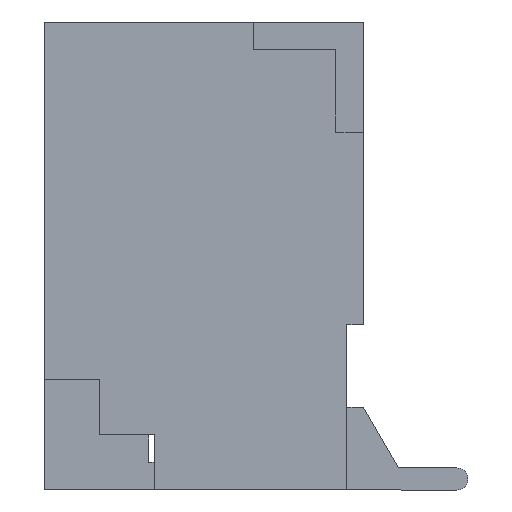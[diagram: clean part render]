
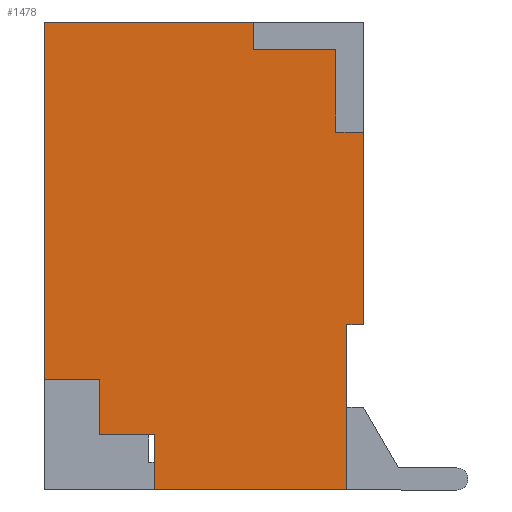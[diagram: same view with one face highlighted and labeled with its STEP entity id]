
A CAD part, left-side view. The second image highlights one B-rep face of the part: STEP entity #1478.
In plain terms, the highlighted planar face has unit normal (-1, 0, 0).
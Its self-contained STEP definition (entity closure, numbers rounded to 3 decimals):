
#58=FACE_OUTER_BOUND('',#131,.T.);
#131=EDGE_LOOP('',(#1139,#1140,#1141,#1142,#1143,#1144,#1145,#1146,#1147,
#1148,#1149,#1150,#1151,#1152));
#255=LINE('',#2153,#465);
#276=LINE('',#2199,#486);
#279=LINE('',#2205,#489);
#280=LINE('',#2207,#490);
#281=LINE('',#2209,#491);
#282=LINE('',#2211,#492);
#283=LINE('',#2213,#493);
#284=LINE('',#2215,#494);
#285=LINE('',#2217,#495);
#286=LINE('',#2219,#496);
#287=LINE('',#2221,#497);
#288=LINE('',#2223,#498);
#289=LINE('',#2225,#499);
#290=LINE('',#2226,#500);
#465=VECTOR('',#1748,10.);
#486=VECTOR('',#1795,10.);
#489=VECTOR('',#1800,10.);
#490=VECTOR('',#1801,10.);
#491=VECTOR('',#1802,10.);
#492=VECTOR('',#1803,10.);
#493=VECTOR('',#1804,10.);
#494=VECTOR('',#1805,10.);
#495=VECTOR('',#1806,10.);
#496=VECTOR('',#1807,10.);
#497=VECTOR('',#1808,10.);
#498=VECTOR('',#1809,10.);
#499=VECTOR('',#1810,10.);
#500=VECTOR('',#1811,10.);
#654=VERTEX_POINT('',#2150);
#655=VERTEX_POINT('',#2152);
#667=VERTEX_POINT('',#2198);
#669=VERTEX_POINT('',#2204);
#670=VERTEX_POINT('',#2206);
#671=VERTEX_POINT('',#2208);
#672=VERTEX_POINT('',#2210);
#673=VERTEX_POINT('',#2212);
#674=VERTEX_POINT('',#2214);
#675=VERTEX_POINT('',#2216);
#676=VERTEX_POINT('',#2218);
#677=VERTEX_POINT('',#2220);
#678=VERTEX_POINT('',#2222);
#679=VERTEX_POINT('',#2224);
#817=EDGE_CURVE('',#655,#654,#255,.T.);
#840=EDGE_CURVE('',#654,#667,#276,.T.);
#843=EDGE_CURVE('',#667,#669,#279,.T.);
#844=EDGE_CURVE('',#669,#670,#280,.T.);
#845=EDGE_CURVE('',#670,#671,#281,.T.);
#846=EDGE_CURVE('',#671,#672,#282,.T.);
#847=EDGE_CURVE('',#672,#673,#283,.T.);
#848=EDGE_CURVE('',#674,#673,#284,.T.);
#849=EDGE_CURVE('',#675,#674,#285,.T.);
#850=EDGE_CURVE('',#675,#676,#286,.T.);
#851=EDGE_CURVE('',#676,#677,#287,.T.);
#852=EDGE_CURVE('',#677,#678,#288,.T.);
#853=EDGE_CURVE('',#678,#679,#289,.T.);
#854=EDGE_CURVE('',#679,#655,#290,.T.);
#1139=ORIENTED_EDGE('',*,*,#817,.T.);
#1140=ORIENTED_EDGE('',*,*,#840,.T.);
#1141=ORIENTED_EDGE('',*,*,#843,.T.);
#1142=ORIENTED_EDGE('',*,*,#844,.T.);
#1143=ORIENTED_EDGE('',*,*,#845,.T.);
#1144=ORIENTED_EDGE('',*,*,#846,.T.);
#1145=ORIENTED_EDGE('',*,*,#847,.T.);
#1146=ORIENTED_EDGE('',*,*,#848,.F.);
#1147=ORIENTED_EDGE('',*,*,#849,.F.);
#1148=ORIENTED_EDGE('',*,*,#850,.T.);
#1149=ORIENTED_EDGE('',*,*,#851,.T.);
#1150=ORIENTED_EDGE('',*,*,#852,.T.);
#1151=ORIENTED_EDGE('',*,*,#853,.T.);
#1152=ORIENTED_EDGE('',*,*,#854,.T.);
#1405=PLANE('',#1569);
#1478=ADVANCED_FACE('',(#58),#1405,.T.);
#1569=AXIS2_PLACEMENT_3D('',#2203,#1798,#1799);
#1748=DIRECTION('',(0.,0.,1.));
#1795=DIRECTION('',(0.,-1.,0.));
#1798=DIRECTION('center_axis',(-1.,0.,0.));
#1799=DIRECTION('ref_axis',(0.,-1.,0.));
#1800=DIRECTION('',(0.,0.,1.));
#1801=DIRECTION('',(0.,1.,0.));
#1802=DIRECTION('',(0.,0.,1.));
#1803=DIRECTION('',(0.,1.,0.));
#1804=DIRECTION('',(0.,0.,1.));
#1805=DIRECTION('',(0.,-1.,0.));
#1806=DIRECTION('',(0.,0.,1.));
#1807=DIRECTION('',(0.,-1.,0.));
#1808=DIRECTION('',(0.,0.,-1.));
#1809=DIRECTION('',(0.,-1.,0.));
#1810=DIRECTION('',(0.,0.,-1.));
#1811=DIRECTION('',(0.,-1.,0.));
#2150=CARTESIAN_POINT('',(0.,0.15,1.5));
#2152=CARTESIAN_POINT('',(0.,0.15,0.));
#2153=CARTESIAN_POINT('',(0.,0.15,0.75));
#2198=CARTESIAN_POINT('',(0.,0.,1.5));
#2199=CARTESIAN_POINT('',(0.,1.45,1.5));
#2203=CARTESIAN_POINT('Origin',(0.,2.9,0.));
#2204=CARTESIAN_POINT('',(0.,0.,3.25));
#2205=CARTESIAN_POINT('',(0.,0.,0.));
#2206=CARTESIAN_POINT('',(0.,0.25,3.25));
#2207=CARTESIAN_POINT('',(0.,1.45,3.25));
#2208=CARTESIAN_POINT('',(0.,0.25,4.));
#2209=CARTESIAN_POINT('',(0.,0.25,1.625));
#2210=CARTESIAN_POINT('',(0.,1.,4.));
#2211=CARTESIAN_POINT('',(0.,1.575,4.));
#2212=CARTESIAN_POINT('',(0.,1.,4.25));
#2213=CARTESIAN_POINT('',(0.,1.,2.));
#2214=CARTESIAN_POINT('',(0.,2.9,4.25));
#2215=CARTESIAN_POINT('',(0.,2.9,4.25));
#2216=CARTESIAN_POINT('',(0.,2.9,1.));
#2217=CARTESIAN_POINT('',(0.,2.9,0.));
#2218=CARTESIAN_POINT('',(0.,2.4,1.));
#2219=CARTESIAN_POINT('',(0.,2.9,1.));
#2220=CARTESIAN_POINT('',(0.,2.4,0.5));
#2221=CARTESIAN_POINT('',(0.,2.4,0.5));
#2222=CARTESIAN_POINT('',(0.,1.9,0.5));
#2223=CARTESIAN_POINT('',(0.,2.65,0.5));
#2224=CARTESIAN_POINT('',(0.,1.9,0.));
#2225=CARTESIAN_POINT('',(0.,1.9,0.25));
#2226=CARTESIAN_POINT('',(0.,2.9,0.));
